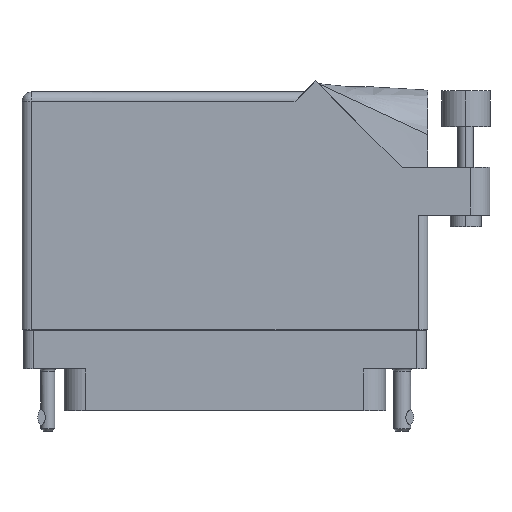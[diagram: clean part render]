
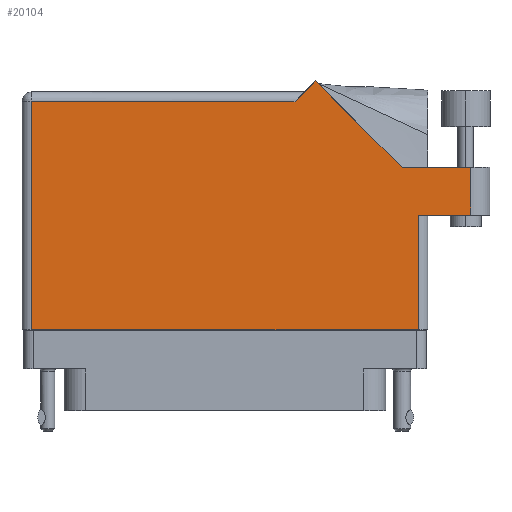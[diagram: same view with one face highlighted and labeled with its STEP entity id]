
A CAD part, front view. The second image highlights one B-rep face of the part: STEP entity #20104.
In plain terms, the highlighted face is planar.
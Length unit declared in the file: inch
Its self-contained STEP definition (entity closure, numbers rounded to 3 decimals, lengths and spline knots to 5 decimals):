
#1778 = DIRECTION ( 'NONE',  ( -0.707, 0.707, 0. ) ) ;
#2943 = CARTESIAN_POINT ( 'NONE',  ( 1.581, 0.944, 0.455 ) ) ;
#3529 = CARTESIAN_POINT ( 'NONE',  ( -1.244, -0.1, 0.455 ) ) ;
#4450 = VERTEX_POINT ( 'NONE', #2943 ) ;
#6403 = LINE ( 'NONE', #58584, #41119 ) ;
#6526 = CARTESIAN_POINT ( 'NONE',  ( -1.306, 1.43, 0.455 ) ) ;
#6981 = CARTESIAN_POINT ( 'NONE',  ( 1.706, 0.944, 0.455 ) ) ;
#8359 = LINE ( 'NONE', #19870, #42376 ) ;
#8925 = VERTEX_POINT ( 'NONE', #40448 ) ;
#9184 = CARTESIAN_POINT ( 'NONE',  ( -1.244, -0.1, 0.455 ) ) ;
#9631 = EDGE_CURVE ( 'NONE', #49162, #4450, #19075, .T. ) ;
#9741 = CARTESIAN_POINT ( 'NONE',  ( 0.513, 1.43, 0.455 ) ) ;
#9758 = CARTESIAN_POINT ( 'NONE',  ( 1.244, -0.1, 0.455 ) ) ;
#10510 = CARTESIAN_POINT ( 'NONE',  ( 1.581, 0.637, 0.455 ) ) ;
#12032 = CARTESIAN_POINT ( 'NONE',  ( 1.581, 0.944, 0.455 ) ) ;
#12487 = VERTEX_POINT ( 'NONE', #19002 ) ;
#12607 = VECTOR ( 'NONE', #44101, 39.37008 ) ;
#13767 = ORIENTED_EDGE ( 'NONE', *, *, #31947, .T. ) ;
#14798 = EDGE_CURVE ( 'NONE', #60515, #48829, #6403, .T. ) ;
#14965 = EDGE_CURVE ( 'NONE', #53543, #58228, #59521, .T. ) ;
#16035 = CARTESIAN_POINT ( 'NONE',  ( 0.58371, 1.50071, 0.455 ) ) ;
#16346 = VECTOR ( 'NONE', #45273, 39.37008 ) ;
#16411 = EDGE_CURVE ( 'NONE', #8925, #53543, #47372, .T. ) ;
#16521 = LINE ( 'NONE', #9741, #53449 ) ;
#16650 = CARTESIAN_POINT ( 'NONE',  ( -1.306, 1.368, 0.455 ) ) ;
#16828 = DIRECTION ( 'NONE',  ( -1., 0., 0. ) ) ;
#19002 = CARTESIAN_POINT ( 'NONE',  ( 1.14042, 0.944, 0.455 ) ) ;
#19075 = LINE ( 'NONE', #12032, #28631 ) ;
#19870 = CARTESIAN_POINT ( 'NONE',  ( -1.306, -0.1, 0.455 ) ) ;
#20104 = ADVANCED_FACE ( 'NONE', ( #37761 ), #45050, .F. ) ;
#20281 = ORIENTED_EDGE ( 'NONE', *, *, #9631, .T. ) ;
#21050 = CARTESIAN_POINT ( 'NONE',  ( -1.244, 1.368, 0.455 ) ) ;
#21711 = DIRECTION ( 'NONE',  ( 1., 0., 0. ) ) ;
#22174 = EDGE_CURVE ( 'NONE', #48829, #49162, #44116, .T. ) ;
#25566 = VECTOR ( 'NONE', #50780, 39.37008 ) ;
#27060 = ORIENTED_EDGE ( 'NONE', *, *, #14965, .T. ) ;
#27276 = CARTESIAN_POINT ( 'NONE',  ( 1.306, 0.637, 0.455 ) ) ;
#27914 = EDGE_CURVE ( 'NONE', #31938, #8925, #16521, .T. ) ;
#28631 = VECTOR ( 'NONE', #54531, 39.37008 ) ;
#28646 = VECTOR ( 'NONE', #21711, 39.37008 ) ;
#30452 = DIRECTION ( 'NONE',  ( 0., 0., -1. ) ) ;
#31938 = VERTEX_POINT ( 'NONE', #16035 ) ;
#31947 = EDGE_CURVE ( 'NONE', #4450, #12487, #39241, .T. ) ;
#32212 = ORIENTED_EDGE ( 'NONE', *, *, #22174, .T. ) ;
#33308 = EDGE_LOOP ( 'NONE', ( #32212, #20281, #13767, #52260, #42657, #59483, #27060, #60536, #35411 ) ) ;
#34050 = DIRECTION ( 'NONE',  ( 1., 0., 0. ) ) ;
#34993 = AXIS2_PLACEMENT_3D ( 'NONE', #6526, #30452, #16828 ) ;
#35411 = ORIENTED_EDGE ( 'NONE', *, *, #14798, .T. ) ;
#37761 = FACE_OUTER_BOUND ( 'NONE', #33308, .T. ) ;
#39241 = LINE ( 'NONE', #6981, #12607 ) ;
#39486 = DIRECTION ( 'NONE',  ( 0., 1., 0. ) ) ;
#40448 = CARTESIAN_POINT ( 'NONE',  ( 0.451, 1.368, 0.455 ) ) ;
#41119 = VECTOR ( 'NONE', #39486, 39.37008 ) ;
#42376 = VECTOR ( 'NONE', #34050, 39.37008 ) ;
#42657 = ORIENTED_EDGE ( 'NONE', *, *, #27914, .T. ) ;
#44101 = DIRECTION ( 'NONE',  ( -1., 0., 0. ) ) ;
#44116 = LINE ( 'NONE', #27276, #28646 ) ;
#45050 = PLANE ( 'NONE',  #34993 ) ;
#45273 = DIRECTION ( 'NONE',  ( -1., 0., 0. ) ) ;
#46887 = DIRECTION ( 'NONE',  ( -0.707, -0.707, 0. ) ) ;
#47372 = LINE ( 'NONE', #16650, #16346 ) ;
#48829 = VERTEX_POINT ( 'NONE', #59653 ) ;
#48977 = EDGE_CURVE ( 'NONE', #58228, #60515, #8359, .T. ) ;
#49162 = VERTEX_POINT ( 'NONE', #10510 ) ;
#50780 = DIRECTION ( 'NONE',  ( 0., -1., 0. ) ) ;
#52260 = ORIENTED_EDGE ( 'NONE', *, *, #55754, .T. ) ;
#53449 = VECTOR ( 'NONE', #46887, 39.37008 ) ;
#53543 = VERTEX_POINT ( 'NONE', #21050 ) ;
#53806 = VECTOR ( 'NONE', #1778, 39.37008 ) ;
#54531 = DIRECTION ( 'NONE',  ( 0., 1., 0. ) ) ;
#55754 = EDGE_CURVE ( 'NONE', #12487, #31938, #57497, .T. ) ;
#57497 = LINE ( 'NONE', #58871, #53806 ) ;
#58228 = VERTEX_POINT ( 'NONE', #9184 ) ;
#58584 = CARTESIAN_POINT ( 'NONE',  ( 1.244, 0.637, 0.455 ) ) ;
#58871 = CARTESIAN_POINT ( 'NONE',  ( 1.14042, 0.944, 0.455 ) ) ;
#59483 = ORIENTED_EDGE ( 'NONE', *, *, #16411, .T. ) ;
#59521 = LINE ( 'NONE', #3529, #25566 ) ;
#59653 = CARTESIAN_POINT ( 'NONE',  ( 1.244, 0.637, 0.455 ) ) ;
#60515 = VERTEX_POINT ( 'NONE', #9758 ) ;
#60536 = ORIENTED_EDGE ( 'NONE', *, *, #48977, .T. ) ;
